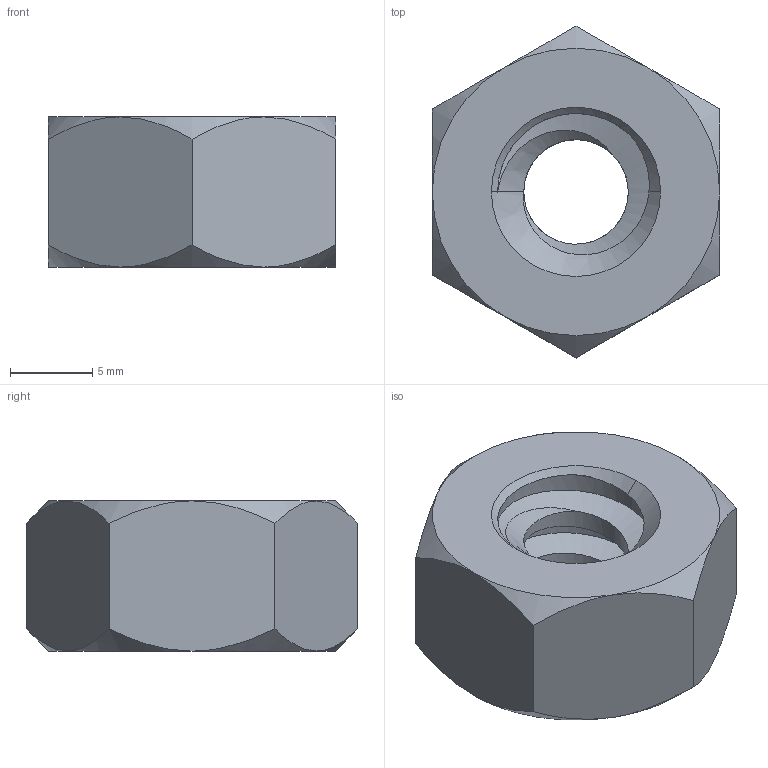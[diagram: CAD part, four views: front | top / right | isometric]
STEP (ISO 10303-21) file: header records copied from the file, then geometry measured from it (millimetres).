
FILE_DESCRIPTION (( 'STEP AP203' ), '1' );
FILE_NAME ('Power_Nut_94815A011_sldprt.STEP', '2023-03-10T05:15:13', ( '' ), ( '' ), 'SwSTEP 2.0', 'SolidWorks 2020', '' );
FILE_SCHEMA (( 'CONFIG_CONTROL_DESIGN' ));
Length unit declared in the file: inch
Products named in the file (1): Power_Nut_94815A011_sldprt
Bounding box: 17.46 x 20.16 x 9.13 mm (x, y, z)
Volume: 1876.9 mm3; surface area: 1278.8 mm2
Topology: 1 solids, 1 shells, 37 faces, 91 edges, 56 vertices
Faces by surface type: cone 18, cylinder 8, plane 8, bspline 3
Entity records: 2167 total; most frequent: CARTESIAN_POINT 1328, ORIENTED_EDGE 182, DIRECTION 129, EDGE_CURVE 91, VERTEX_POINT 56, AXIS2_PLACEMENT_3D 55, EDGE_LOOP 39, FACE_OUTER_BOUND 37
